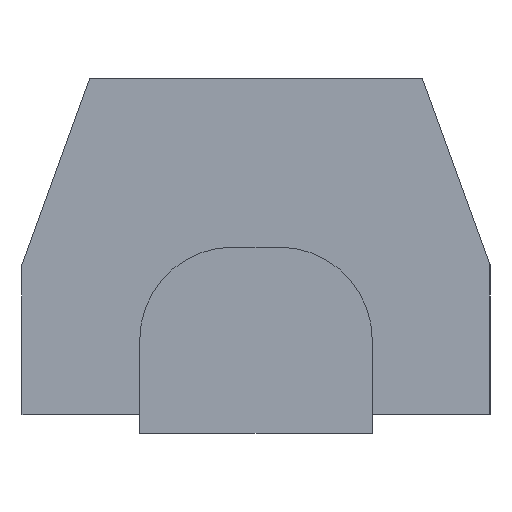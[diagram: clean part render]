
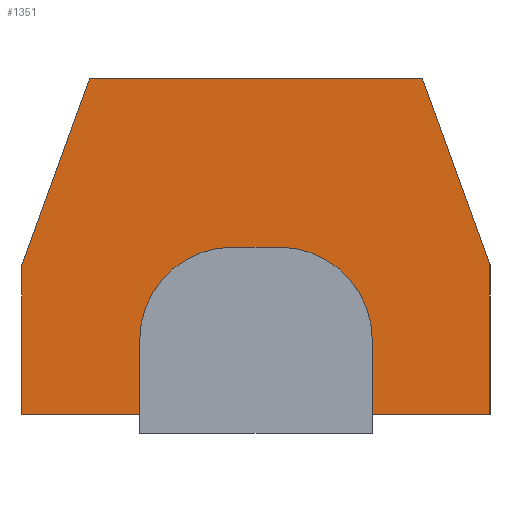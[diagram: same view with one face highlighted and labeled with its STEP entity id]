
A CAD part, left-side view. The second image highlights one B-rep face of the part: STEP entity #1351.
In plain terms, the highlighted planar face has unit normal (-1, 0, 0).
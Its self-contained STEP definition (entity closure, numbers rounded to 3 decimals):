
#54 = CARTESIAN_POINT ( 'NONE',  ( -4.665, -1.787, 3.81 ) ) ;
#65 = EDGE_LOOP ( 'NONE', ( #946, #1778, #191, #1375, #1954, #967, #2329, #2418, #470, #1714, #834, #101 ) ) ;
#83 = CARTESIAN_POINT ( 'NONE',  ( -4.665, -0.25, 2. ) ) ;
#84 = CARTESIAN_POINT ( 'NONE',  ( -4.665, 1.787, 3.81 ) ) ;
#101 = ORIENTED_EDGE ( 'NONE', *, *, #1671, .T. ) ;
#125 = VECTOR ( 'NONE', #2008, 1000. ) ;
#135 = LINE ( 'NONE', #54, #1822 ) ;
#191 = ORIENTED_EDGE ( 'NONE', *, *, #612, .T. ) ;
#243 = LINE ( 'NONE', #1218, #770 ) ;
#292 = EDGE_CURVE ( 'NONE', #1456, #570, #723, .T. ) ;
#321 = LINE ( 'NONE', #1602, #1419 ) ;
#384 = CIRCLE ( 'NONE', #1570, 1. ) ;
#417 = LINE ( 'NONE', #2444, #1849 ) ;
#470 = ORIENTED_EDGE ( 'NONE', *, *, #1890, .T. ) ;
#483 = VECTOR ( 'NONE', #2495, 1000. ) ;
#495 = CARTESIAN_POINT ( 'NONE',  ( -4.665, -1.25, 0.2 ) ) ;
#566 = EDGE_CURVE ( 'NONE', #884, #1213, #936, .T. ) ;
#570 = VERTEX_POINT ( 'NONE', #2584 ) ;
#612 = EDGE_CURVE ( 'NONE', #804, #884, #384, .T. ) ;
#672 = DIRECTION ( 'NONE',  ( 1., 0., 0. ) ) ;
#721 = DIRECTION ( 'NONE',  ( 0., 0.342, -0.94 ) ) ;
#723 = LINE ( 'NONE', #1735, #760 ) ;
#760 = VECTOR ( 'NONE', #721, 1000. ) ;
#770 = VECTOR ( 'NONE', #1001, 1000. ) ;
#784 = DIRECTION ( 'NONE',  ( 0., -1., 0. ) ) ;
#794 = CARTESIAN_POINT ( 'NONE',  ( -4.665, 2.515, 0.2 ) ) ;
#804 = VERTEX_POINT ( 'NONE', #1790 ) ;
#809 = VERTEX_POINT ( 'NONE', #2593 ) ;
#834 = ORIENTED_EDGE ( 'NONE', *, *, #292, .T. ) ;
#837 = VECTOR ( 'NONE', #1293, 1000. ) ;
#884 = VERTEX_POINT ( 'NONE', #995 ) ;
#891 = CARTESIAN_POINT ( 'NONE',  ( -4.665, 2.515, 3.81 ) ) ;
#894 = VERTEX_POINT ( 'NONE', #1376 ) ;
#897 = DIRECTION ( 'NONE',  ( 0., 1., 0. ) ) ;
#918 = CARTESIAN_POINT ( 'NONE',  ( -4.665, 1.25, 2. ) ) ;
#936 = LINE ( 'NONE', #918, #837 ) ;
#946 = ORIENTED_EDGE ( 'NONE', *, *, #2186, .T. ) ;
#967 = ORIENTED_EDGE ( 'NONE', *, *, #1306, .F. ) ;
#975 = CIRCLE ( 'NONE', #2257, 1. ) ;
#995 = CARTESIAN_POINT ( 'NONE',  ( -4.665, 0.25, 2. ) ) ;
#1001 = DIRECTION ( 'NONE',  ( 0., 0., -1. ) ) ;
#1049 = EDGE_CURVE ( 'NONE', #1213, #809, #975, .T. ) ;
#1105 = CARTESIAN_POINT ( 'NONE',  ( -4.665, -2.515, 1.81 ) ) ;
#1122 = VECTOR ( 'NONE', #1606, 1000. ) ;
#1133 = AXIS2_PLACEMENT_3D ( 'NONE', #891, #1268, #2328 ) ;
#1146 = EDGE_CURVE ( 'NONE', #1252, #2142, #417, .T. ) ;
#1185 = DIRECTION ( 'NONE',  ( 1., 0., 0. ) ) ;
#1213 = VERTEX_POINT ( 'NONE', #83 ) ;
#1218 = CARTESIAN_POINT ( 'NONE',  ( -4.665, 2.515, 3.81 ) ) ;
#1252 = VERTEX_POINT ( 'NONE', #1105 ) ;
#1268 = DIRECTION ( 'NONE',  ( 1., 0., 0. ) ) ;
#1275 = DIRECTION ( 'NONE',  ( 0., 0.342, 0.94 ) ) ;
#1276 = PLANE ( 'NONE',  #1133 ) ;
#1293 = DIRECTION ( 'NONE',  ( 0., -1., 0. ) ) ;
#1306 = EDGE_CURVE ( 'NONE', #1963, #809, #321, .T. ) ;
#1351 = ADVANCED_FACE ( 'NONE', ( #2048 ), #1276, .F. ) ;
#1375 = ORIENTED_EDGE ( 'NONE', *, *, #566, .T. ) ;
#1376 = CARTESIAN_POINT ( 'NONE',  ( -4.665, 2.515, 0.2 ) ) ;
#1409 = CARTESIAN_POINT ( 'NONE',  ( -4.665, -2.515, 0.2 ) ) ;
#1417 = VECTOR ( 'NONE', #784, 1000. ) ;
#1419 = VECTOR ( 'NONE', #2140, 1000. ) ;
#1456 = VERTEX_POINT ( 'NONE', #84 ) ;
#1539 = EDGE_CURVE ( 'NONE', #1456, #1969, #2236, .T. ) ;
#1570 = AXIS2_PLACEMENT_3D ( 'NONE', #1913, #672, #897 ) ;
#1587 = CARTESIAN_POINT ( 'NONE',  ( -4.665, 2.515, 0.2 ) ) ;
#1594 = EDGE_CURVE ( 'NONE', #1963, #2142, #1615, .T. ) ;
#1602 = CARTESIAN_POINT ( 'NONE',  ( -4.665, -1.25, 0.2 ) ) ;
#1603 = CARTESIAN_POINT ( 'NONE',  ( -4.665, -0.25, 1. ) ) ;
#1606 = DIRECTION ( 'NONE',  ( 0., -1., 0. ) ) ;
#1615 = LINE ( 'NONE', #1587, #125 ) ;
#1671 = EDGE_CURVE ( 'NONE', #570, #894, #243, .T. ) ;
#1714 = ORIENTED_EDGE ( 'NONE', *, *, #1539, .F. ) ;
#1731 = CARTESIAN_POINT ( 'NONE',  ( -4.665, -1.787, 3.81 ) ) ;
#1735 = CARTESIAN_POINT ( 'NONE',  ( -4.665, 1.787, 3.81 ) ) ;
#1778 = ORIENTED_EDGE ( 'NONE', *, *, #1827, .T. ) ;
#1790 = CARTESIAN_POINT ( 'NONE',  ( -4.665, 1.25, 1. ) ) ;
#1822 = VECTOR ( 'NONE', #1275, 1000. ) ;
#1827 = EDGE_CURVE ( 'NONE', #1929, #804, #1876, .T. ) ;
#1849 = VECTOR ( 'NONE', #2038, 1000. ) ;
#1876 = LINE ( 'NONE', #2076, #483 ) ;
#1890 = EDGE_CURVE ( 'NONE', #1252, #1969, #135, .T. ) ;
#1913 = CARTESIAN_POINT ( 'NONE',  ( -4.665, 0.25, 1. ) ) ;
#1929 = VERTEX_POINT ( 'NONE', #2157 ) ;
#1954 = ORIENTED_EDGE ( 'NONE', *, *, #1049, .T. ) ;
#1963 = VERTEX_POINT ( 'NONE', #495 ) ;
#1969 = VERTEX_POINT ( 'NONE', #1731 ) ;
#2008 = DIRECTION ( 'NONE',  ( 0., -1., 0. ) ) ;
#2038 = DIRECTION ( 'NONE',  ( 0., 0., -1. ) ) ;
#2048 = FACE_OUTER_BOUND ( 'NONE', #65, .T. ) ;
#2076 = CARTESIAN_POINT ( 'NONE',  ( -4.665, 1.25, 0.2 ) ) ;
#2140 = DIRECTION ( 'NONE',  ( 0., 0., 1. ) ) ;
#2142 = VERTEX_POINT ( 'NONE', #1409 ) ;
#2157 = CARTESIAN_POINT ( 'NONE',  ( -4.665, 1.25, 0.2 ) ) ;
#2186 = EDGE_CURVE ( 'NONE', #894, #1929, #2267, .T. ) ;
#2232 = DIRECTION ( 'NONE',  ( 0., 1., 0. ) ) ;
#2236 = LINE ( 'NONE', #2618, #1122 ) ;
#2257 = AXIS2_PLACEMENT_3D ( 'NONE', #1603, #1185, #2232 ) ;
#2267 = LINE ( 'NONE', #794, #1417 ) ;
#2328 = DIRECTION ( 'NONE',  ( 0., 1., 0. ) ) ;
#2329 = ORIENTED_EDGE ( 'NONE', *, *, #1594, .T. ) ;
#2418 = ORIENTED_EDGE ( 'NONE', *, *, #1146, .F. ) ;
#2444 = CARTESIAN_POINT ( 'NONE',  ( -4.665, -2.515, 3.81 ) ) ;
#2495 = DIRECTION ( 'NONE',  ( 0., 0., 1. ) ) ;
#2584 = CARTESIAN_POINT ( 'NONE',  ( -4.665, 2.515, 1.81 ) ) ;
#2593 = CARTESIAN_POINT ( 'NONE',  ( -4.665, -1.25, 1. ) ) ;
#2618 = CARTESIAN_POINT ( 'NONE',  ( -4.665, 2.515, 3.81 ) ) ;
